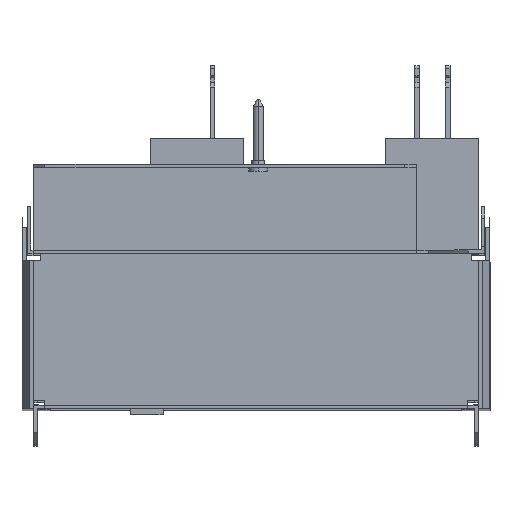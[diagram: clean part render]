
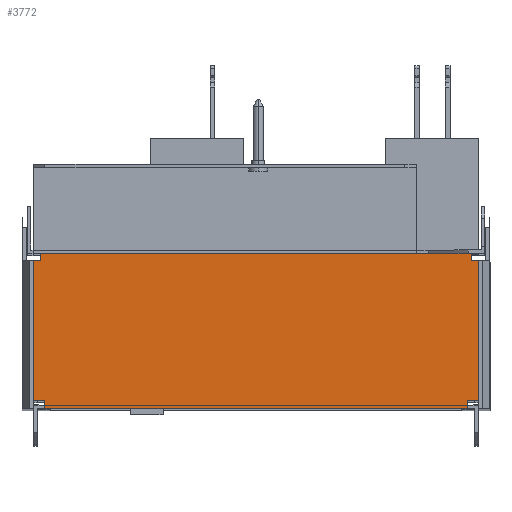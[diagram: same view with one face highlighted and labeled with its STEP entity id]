
A CAD part, top view. The second image highlights one B-rep face of the part: STEP entity #3772.
In plain terms, the highlighted planar face has unit normal (0, 0, 1).
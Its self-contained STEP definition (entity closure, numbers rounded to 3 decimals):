
#2884=DIRECTION('',(0.,1.,0.));
#2885=VECTOR('',#2884,3.);
#2886=CARTESIAN_POINT('',(151.796,305.,518.));
#2887=LINE('',#2886,#2885);
#2891=DIRECTION('',(1.,0.,0.));
#2892=VECTOR('',#2891,183.);
#2893=CARTESIAN_POINT('',(151.796,308.,518.));
#2894=LINE('',#2893,#2892);
#2898=DIRECTION('',(0.,-1.,0.));
#2899=VECTOR('',#2898,3.);
#2900=CARTESIAN_POINT('',(334.796,308.,518.));
#2901=LINE('',#2900,#2899);
#2905=DIRECTION('',(0.,-1.,0.));
#2906=VECTOR('',#2905,59.5);
#2907=CARTESIAN_POINT('',(337.796,305.,518.));
#2908=LINE('',#2907,#2906);
#2912=DIRECTION('',(-1.,0.,0.));
#2913=VECTOR('',#2912,180.);
#2914=CARTESIAN_POINT('',(333.296,242.,518.));
#2915=LINE('',#2914,#2913);
#2919=DIRECTION('',(0.,1.,0.));
#2920=VECTOR('',#2919,59.5);
#2921=CARTESIAN_POINT('',(148.796,245.5,518.));
#2922=LINE('',#2921,#2920);
#2954=DIRECTION('',(-1.,0.,0.));
#2955=VECTOR('',#2954,3.);
#2956=CARTESIAN_POINT('',(151.796,305.,518.));
#2957=LINE('',#2956,#2955);
#3010=DIRECTION('',(1.,0.,0.));
#3011=VECTOR('',#3010,4.5);
#3012=CARTESIAN_POINT('',(148.796,245.5,518.));
#3013=LINE('',#3012,#3011);
#3045=DIRECTION('',(0.,-1.,0.));
#3046=VECTOR('',#3045,3.5);
#3047=CARTESIAN_POINT('',(153.296,245.5,518.));
#3048=LINE('',#3047,#3046);
#3094=DIRECTION('',(0.,1.,0.));
#3095=VECTOR('',#3094,3.5);
#3096=CARTESIAN_POINT('',(333.296,242.,518.));
#3097=LINE('',#3096,#3095);
#3115=DIRECTION('',(1.,0.,0.));
#3116=VECTOR('',#3115,4.5);
#3117=CARTESIAN_POINT('',(333.296,245.5,518.));
#3118=LINE('',#3117,#3116);
#3171=DIRECTION('',(-1.,0.,0.));
#3172=VECTOR('',#3171,3.);
#3173=CARTESIAN_POINT('',(337.796,305.,518.));
#3174=LINE('',#3173,#3172);
#3578=CARTESIAN_POINT('',(334.796,308.,518.));
#3580=VERTEX_POINT('',#3578);
#3588=CARTESIAN_POINT('',(151.796,308.,518.));
#3589=VERTEX_POINT('',#3588);
#3590=CARTESIAN_POINT('',(337.796,305.,518.));
#3591=CARTESIAN_POINT('',(337.796,245.5,518.));
#3592=VERTEX_POINT('',#3590);
#3593=VERTEX_POINT('',#3591);
#3594=CARTESIAN_POINT('',(148.796,245.5,518.));
#3595=CARTESIAN_POINT('',(148.796,305.,518.));
#3596=VERTEX_POINT('',#3594);
#3597=VERTEX_POINT('',#3595);
#3638=CARTESIAN_POINT('',(334.796,305.,518.));
#3639=VERTEX_POINT('',#3638);
#3640=CARTESIAN_POINT('',(151.796,305.,518.));
#3641=VERTEX_POINT('',#3640);
#3642=CARTESIAN_POINT('',(333.296,245.5,518.));
#3643=VERTEX_POINT('',#3642);
#3644=CARTESIAN_POINT('',(333.296,242.,518.));
#3645=VERTEX_POINT('',#3644);
#3646=CARTESIAN_POINT('',(153.296,242.,518.));
#3647=VERTEX_POINT('',#3646);
#3648=CARTESIAN_POINT('',(153.296,245.5,518.));
#3649=VERTEX_POINT('',#3648);
#3742=CARTESIAN_POINT('',(151.266,305.53,518.));
#3743=DIRECTION('',(0.,0.,-1.));
#3744=DIRECTION('',(1.,0.,0.));
#3745=AXIS2_PLACEMENT_3D('',#3742,#3743,#3744);
#3746=PLANE('',#3745);
#3748=ORIENTED_EDGE('',*,*,#3747,.T.);
#3750=ORIENTED_EDGE('',*,*,#3749,.T.);
#3751=ORIENTED_EDGE('',*,*,#3727,.T.);
#3753=ORIENTED_EDGE('',*,*,#3752,.F.);
#3755=ORIENTED_EDGE('',*,*,#3754,.T.);
#3757=ORIENTED_EDGE('',*,*,#3756,.F.);
#3759=ORIENTED_EDGE('',*,*,#3758,.F.);
#3761=ORIENTED_EDGE('',*,*,#3760,.T.);
#3763=ORIENTED_EDGE('',*,*,#3762,.F.);
#3765=ORIENTED_EDGE('',*,*,#3764,.F.);
#3767=ORIENTED_EDGE('',*,*,#3766,.T.);
#3769=ORIENTED_EDGE('',*,*,#3768,.F.);
#3770=EDGE_LOOP('',(#3748,#3750,#3751,#3753,#3755,#3757,#3759,#3761,#3763,#3765,
#3767,#3769));
#3771=FACE_OUTER_BOUND('',#3770,.F.);
#3727=EDGE_CURVE('',#3580,#3639,#2901,.T.);
#3747=EDGE_CURVE('',#3641,#3589,#2887,.T.);
#3749=EDGE_CURVE('',#3589,#3580,#2894,.T.);
#3752=EDGE_CURVE('',#3592,#3639,#3174,.T.);
#3754=EDGE_CURVE('',#3592,#3593,#2908,.T.);
#3756=EDGE_CURVE('',#3643,#3593,#3118,.T.);
#3758=EDGE_CURVE('',#3645,#3643,#3097,.T.);
#3760=EDGE_CURVE('',#3645,#3647,#2915,.T.);
#3762=EDGE_CURVE('',#3649,#3647,#3048,.T.);
#3764=EDGE_CURVE('',#3596,#3649,#3013,.T.);
#3766=EDGE_CURVE('',#3596,#3597,#2922,.T.);
#3768=EDGE_CURVE('',#3641,#3597,#2957,.T.);
#3772=ADVANCED_FACE('',(#3771),#3746,.F.);
